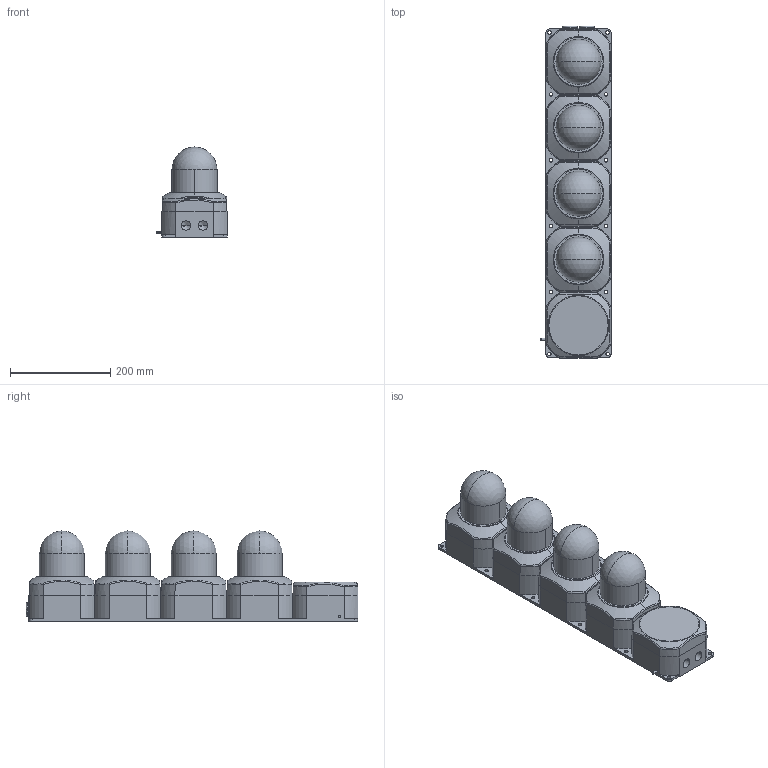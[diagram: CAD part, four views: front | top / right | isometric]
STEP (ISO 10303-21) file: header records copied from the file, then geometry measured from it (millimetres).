
FILE_DESCRIPTION (( 'STEP AP203' ), '1' );
FILE_NAME ('D215-05-152_Issue_1.STEP', '2019-08-16T14:12:37', ( '' ), ( '' ), 'SwSTEP 2.0', 'SolidWorks 2019', '' );
FILE_SCHEMA (( 'CONFIG_CONTROL_DESIGN' ));
Length unit declared in the file: millimetre
Products named in the file (1): D215-05-152_Issue_1
Bounding box: 140 x 663.5 x 180 mm (x, y, z)
Volume: 8466447.5 mm3; surface area: 417336.4 mm2
Topology: 1 solids, 9 shells, 268 faces, 671 edges, 402 vertices
Faces by surface type: cylinder 82, plane 72, cone 52, torus 34, bspline 20, sphere 8
Entity records: 10088 total; most frequent: CARTESIAN_POINT 3944, ORIENTED_EDGE 1286, DIRECTION 1233, EDGE_CURVE 643, AXIS2_PLACEMENT_3D 511, VERTEX_POINT 402, EDGE_LOOP 301, ADVANCED_FACE 268
